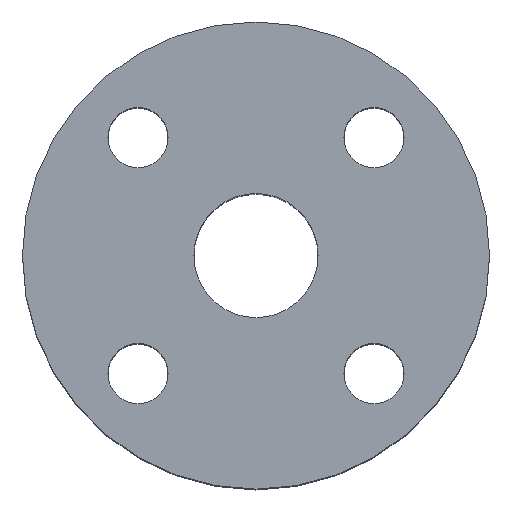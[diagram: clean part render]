
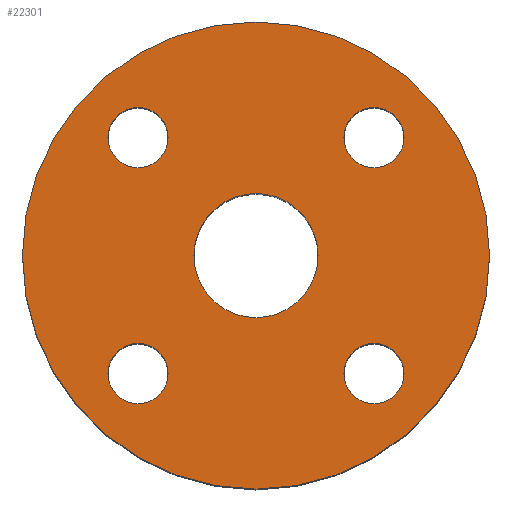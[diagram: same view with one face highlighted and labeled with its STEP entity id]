
A CAD part, top view. The second image highlights one B-rep face of the part: STEP entity #22301.
In plain terms, the highlighted planar face has unit normal (0, 0, 1).
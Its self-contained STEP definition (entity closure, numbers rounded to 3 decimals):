
#36 = CARTESIAN_POINT ( 'NONE',  ( 26.355, -35.355, 0. ) ) ;
#347 = DIRECTION ( 'NONE',  ( 0., 0., 1. ) ) ;
#423 = AXIS2_PLACEMENT_3D ( 'NONE', #13975, #2156, #2311 ) ;
#436 = CARTESIAN_POINT ( 'NONE',  ( -35.355, 35.355, 0. ) ) ;
#1091 = CARTESIAN_POINT ( 'NONE',  ( 0., 18.6, 0. ) ) ;
#1093 = ORIENTED_EDGE ( 'NONE', *, *, #25429, .F. ) ;
#1272 = AXIS2_PLACEMENT_3D ( 'NONE', #21674, #28423, #24274 ) ;
#1421 = DIRECTION ( 'NONE',  ( 0., 0., 1. ) ) ;
#2082 = DIRECTION ( 'NONE',  ( 1., 0., 0. ) ) ;
#2120 = ORIENTED_EDGE ( 'NONE', *, *, #28194, .F. ) ;
#2156 = DIRECTION ( 'NONE',  ( 0., 0., 1. ) ) ;
#2311 = DIRECTION ( 'NONE',  ( -1., 0., 0. ) ) ;
#2317 = CIRCLE ( 'NONE', #6237, 70. ) ;
#2435 = CARTESIAN_POINT ( 'NONE',  ( -26.355, -35.355, 0. ) ) ;
#3169 = EDGE_LOOP ( 'NONE', ( #17522, #3203 ) ) ;
#3203 = ORIENTED_EDGE ( 'NONE', *, *, #19452, .F. ) ;
#3587 = CIRCLE ( 'NONE', #10973, 9. ) ;
#3995 = CARTESIAN_POINT ( 'NONE',  ( -35.355, 35.355, 0. ) ) ;
#4031 = CARTESIAN_POINT ( 'NONE',  ( 0., 0., 0. ) ) ;
#4325 = CARTESIAN_POINT ( 'NONE',  ( -44.355, 35.355, 0. ) ) ;
#4339 = EDGE_LOOP ( 'NONE', ( #14321, #10785 ) ) ;
#4681 = CARTESIAN_POINT ( 'NONE',  ( 44.355, 35.355, 0. ) ) ;
#5671 = CARTESIAN_POINT ( 'NONE',  ( 35.355, 35.355, 0. ) ) ;
#6237 = AXIS2_PLACEMENT_3D ( 'NONE', #17209, #347, #26575 ) ;
#6277 = EDGE_CURVE ( 'NONE', #6931, #30113, #3587, .T. ) ;
#6756 = CIRCLE ( 'NONE', #9179, 70. ) ;
#6931 = VERTEX_POINT ( 'NONE', #22598 ) ;
#6999 = CARTESIAN_POINT ( 'NONE',  ( -70., 0., 0. ) ) ;
#7227 = ORIENTED_EDGE ( 'NONE', *, *, #20671, .F. ) ;
#7331 = ORIENTED_EDGE ( 'NONE', *, *, #24611, .T. ) ;
#8014 = DIRECTION ( 'NONE',  ( 0., 0., 1. ) ) ;
#9179 = AXIS2_PLACEMENT_3D ( 'NONE', #4031, #1421, #22620 ) ;
#9485 = CARTESIAN_POINT ( 'NONE',  ( -44.355, -35.355, 0. ) ) ;
#9597 = VERTEX_POINT ( 'NONE', #4325 ) ;
#10032 = PLANE ( 'NONE',  #23885 ) ;
#10613 = CIRCLE ( 'NONE', #1272, 9. ) ;
#10785 = ORIENTED_EDGE ( 'NONE', *, *, #28110, .F. ) ;
#10973 = AXIS2_PLACEMENT_3D ( 'NONE', #5671, #27007, #15322 ) ;
#11112 = EDGE_LOOP ( 'NONE', ( #7331, #17899 ) ) ;
#11200 = VERTEX_POINT ( 'NONE', #2435 ) ;
#11613 = VERTEX_POINT ( 'NONE', #21291 ) ;
#12378 = CARTESIAN_POINT ( 'NONE',  ( -26.355, 35.355, 0. ) ) ;
#12459 = FACE_BOUND ( 'NONE', #30273, .T. ) ;
#12501 = VERTEX_POINT ( 'NONE', #20337 ) ;
#12912 = FACE_OUTER_BOUND ( 'NONE', #11112, .T. ) ;
#13089 = CIRCLE ( 'NONE', #28758, 18.6 ) ;
#13428 = EDGE_CURVE ( 'NONE', #24087, #9597, #22818, .T. ) ;
#13962 = EDGE_CURVE ( 'NONE', #15841, #11613, #17406, .T. ) ;
#13975 = CARTESIAN_POINT ( 'NONE',  ( -35.355, -35.355, 0. ) ) ;
#14056 = DIRECTION ( 'NONE',  ( 0., 0., 1. ) ) ;
#14321 = ORIENTED_EDGE ( 'NONE', *, *, #13428, .F. ) ;
#14899 = FACE_BOUND ( 'NONE', #21690, .T. ) ;
#15322 = DIRECTION ( 'NONE',  ( 1., 0., 0. ) ) ;
#15348 = DIRECTION ( 'NONE',  ( 0., 0., 1. ) ) ;
#15423 = AXIS2_PLACEMENT_3D ( 'NONE', #24455, #8014, #19688 ) ;
#15841 = VERTEX_POINT ( 'NONE', #36 ) ;
#16049 = AXIS2_PLACEMENT_3D ( 'NONE', #26023, #14056, #2082 ) ;
#16848 = DIRECTION ( 'NONE',  ( 0., 0., 1. ) ) ;
#17209 = CARTESIAN_POINT ( 'NONE',  ( 0., 0., 0. ) ) ;
#17406 = CIRCLE ( 'NONE', #15423, 9. ) ;
#17431 = DIRECTION ( 'NONE',  ( 0., 0., 1. ) ) ;
#17522 = ORIENTED_EDGE ( 'NONE', *, *, #18796, .F. ) ;
#17845 = ORIENTED_EDGE ( 'NONE', *, *, #6277, .F. ) ;
#17899 = ORIENTED_EDGE ( 'NONE', *, *, #20102, .T. ) ;
#18055 = AXIS2_PLACEMENT_3D ( 'NONE', #3995, #27321, #27031 ) ;
#18281 = DIRECTION ( 'NONE',  ( 1., 0., 0. ) ) ;
#18553 = VERTEX_POINT ( 'NONE', #9485 ) ;
#18796 = EDGE_CURVE ( 'NONE', #12501, #27600, #19458, .T. ) ;
#19042 = CARTESIAN_POINT ( 'NONE',  ( -18.6, 0., 0. ) ) ;
#19452 = EDGE_CURVE ( 'NONE', #27600, #12501, #13089, .T. ) ;
#19458 = CIRCLE ( 'NONE', #21910, 18.6 ) ;
#19533 = DIRECTION ( 'NONE',  ( -1., 0., 0. ) ) ;
#19672 = CARTESIAN_POINT ( 'NONE',  ( -35.355, -35.355, 0. ) ) ;
#19688 = DIRECTION ( 'NONE',  ( 0., -1., 0. ) ) ;
#19979 = DIRECTION ( 'NONE',  ( -1., 0., 0. ) ) ;
#20102 = EDGE_CURVE ( 'NONE', #26994, #27318, #2317, .T. ) ;
#20185 = EDGE_CURVE ( 'NONE', #11200, #18553, #25856, .T. ) ;
#20199 = DIRECTION ( 'NONE',  ( 1., 0., 0. ) ) ;
#20337 = CARTESIAN_POINT ( 'NONE',  ( 18.6, 0., 0. ) ) ;
#20461 = AXIS2_PLACEMENT_3D ( 'NONE', #19672, #15348, #19979 ) ;
#20583 = DIRECTION ( 'NONE',  ( 0., 0., 1. ) ) ;
#20593 = ORIENTED_EDGE ( 'NONE', *, *, #13962, .F. ) ;
#20671 = EDGE_CURVE ( 'NONE', #11613, #15841, #10613, .T. ) ;
#21291 = CARTESIAN_POINT ( 'NONE',  ( 44.355, -35.355, 0. ) ) ;
#21509 = CIRCLE ( 'NONE', #18055, 9. ) ;
#21674 = CARTESIAN_POINT ( 'NONE',  ( 35.355, -35.355, 0. ) ) ;
#21690 = EDGE_LOOP ( 'NONE', ( #22928, #2120 ) ) ;
#21767 = DIRECTION ( 'NONE',  ( 0., 1., 0. ) ) ;
#21910 = AXIS2_PLACEMENT_3D ( 'NONE', #24508, #17431, #20199 ) ;
#21977 = CIRCLE ( 'NONE', #423, 9. ) ;
#22301 = ADVANCED_FACE ( 'NONE', ( #12459, #14899, #29334, #26726, #27034, #12912 ), #10032, .F. ) ;
#22598 = CARTESIAN_POINT ( 'NONE',  ( 26.355, 35.355, 0. ) ) ;
#22620 = DIRECTION ( 'NONE',  ( 1., 0., 0. ) ) ;
#22818 = CIRCLE ( 'NONE', #23303, 9. ) ;
#22894 = CARTESIAN_POINT ( 'NONE',  ( 0., 0., 0. ) ) ;
#22928 = ORIENTED_EDGE ( 'NONE', *, *, #20185, .F. ) ;
#22936 = CIRCLE ( 'NONE', #16049, 9. ) ;
#23303 = AXIS2_PLACEMENT_3D ( 'NONE', #436, #16848, #21767 ) ;
#23390 = CARTESIAN_POINT ( 'NONE',  ( 70., 0., 0. ) ) ;
#23885 = AXIS2_PLACEMENT_3D ( 'NONE', #1091, #24288, #19533 ) ;
#24087 = VERTEX_POINT ( 'NONE', #12378 ) ;
#24274 = DIRECTION ( 'NONE',  ( 0., -1., 0. ) ) ;
#24288 = DIRECTION ( 'NONE',  ( 0., 0., -1. ) ) ;
#24455 = CARTESIAN_POINT ( 'NONE',  ( 35.355, -35.355, 0. ) ) ;
#24508 = CARTESIAN_POINT ( 'NONE',  ( 0., 0., 0. ) ) ;
#24611 = EDGE_CURVE ( 'NONE', #27318, #26994, #6756, .T. ) ;
#25429 = EDGE_CURVE ( 'NONE', #30113, #6931, #22936, .T. ) ;
#25683 = EDGE_LOOP ( 'NONE', ( #1093, #17845 ) ) ;
#25856 = CIRCLE ( 'NONE', #20461, 9. ) ;
#26023 = CARTESIAN_POINT ( 'NONE',  ( 35.355, 35.355, 0. ) ) ;
#26575 = DIRECTION ( 'NONE',  ( 1., 0., 0. ) ) ;
#26726 = FACE_BOUND ( 'NONE', #25683, .T. ) ;
#26994 = VERTEX_POINT ( 'NONE', #6999 ) ;
#27007 = DIRECTION ( 'NONE',  ( 0., 0., 1. ) ) ;
#27031 = DIRECTION ( 'NONE',  ( 0., 1., 0. ) ) ;
#27034 = FACE_BOUND ( 'NONE', #3169, .T. ) ;
#27318 = VERTEX_POINT ( 'NONE', #23390 ) ;
#27321 = DIRECTION ( 'NONE',  ( 0., 0., 1. ) ) ;
#27600 = VERTEX_POINT ( 'NONE', #19042 ) ;
#28110 = EDGE_CURVE ( 'NONE', #9597, #24087, #21509, .T. ) ;
#28194 = EDGE_CURVE ( 'NONE', #18553, #11200, #21977, .T. ) ;
#28423 = DIRECTION ( 'NONE',  ( 0., 0., 1. ) ) ;
#28758 = AXIS2_PLACEMENT_3D ( 'NONE', #22894, #20583, #18281 ) ;
#29334 = FACE_BOUND ( 'NONE', #4339, .T. ) ;
#30113 = VERTEX_POINT ( 'NONE', #4681 ) ;
#30273 = EDGE_LOOP ( 'NONE', ( #7227, #20593 ) ) ;
